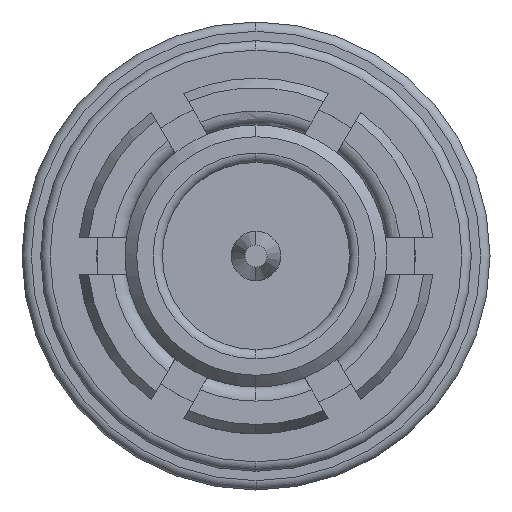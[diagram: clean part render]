
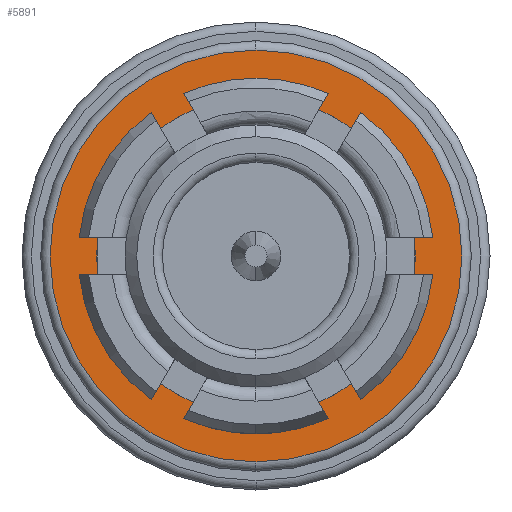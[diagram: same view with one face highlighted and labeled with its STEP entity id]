
A CAD part, left-side view. The second image highlights one B-rep face of the part: STEP entity #5891.
In plain terms, the highlighted planar face has unit normal (-1, 0, 0).
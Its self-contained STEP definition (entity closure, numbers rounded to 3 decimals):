
#7 = DIRECTION ( 'NONE',  ( 0., 0., 1. ) ) ;
#34 = DIRECTION ( 'NONE',  ( 0., 0., -1. ) ) ;
#126 = AXIS2_PLACEMENT_3D ( 'NONE', #3327, #3316, #3304 ) ;
#511 = AXIS2_PLACEMENT_3D ( 'NONE', #2331, #2384, #2404 ) ;
#537 = CIRCLE ( 'NONE', #126, 2.2 ) ;
#1083 = CARTESIAN_POINT ( 'NONE',  ( -0.9, 0., 1.7 ) ) ;
#1098 = ORIENTED_EDGE ( 'NONE', *, *, #3977, .T. ) ;
#1146 = CARTESIAN_POINT ( 'NONE',  ( -0.9, 0., -2.2 ) ) ;
#2297 = CARTESIAN_POINT ( 'NONE',  ( -0.9, 0., 0. ) ) ;
#2331 = CARTESIAN_POINT ( 'NONE',  ( -0.9, 0., 0. ) ) ;
#2384 = DIRECTION ( 'NONE',  ( -1., 0., 0. ) ) ;
#2404 = DIRECTION ( 'NONE',  ( 0., 0., 1. ) ) ;
#2819 = AXIS2_PLACEMENT_3D ( 'NONE', #6346, #3378, #34 ) ;
#2868 = VERTEX_POINT ( 'NONE', #5123 ) ;
#2888 = DIRECTION ( 'NONE',  ( 0., 0., -1. ) ) ;
#3216 = AXIS2_PLACEMENT_3D ( 'NONE', #2297, #5909, #2888 ) ;
#3304 = DIRECTION ( 'NONE',  ( 0., 0., -1. ) ) ;
#3316 = DIRECTION ( 'NONE',  ( -1., 0., 0. ) ) ;
#3327 = CARTESIAN_POINT ( 'NONE',  ( -0.9, 0., 0. ) ) ;
#3354 = DIRECTION ( 'NONE',  ( -1., 0., 0. ) ) ;
#3378 = DIRECTION ( 'NONE',  ( 1., 0., 0. ) ) ;
#3488 = CARTESIAN_POINT ( 'NONE',  ( -0.9, 0., 2.2 ) ) ;
#3497 = CIRCLE ( 'NONE', #6664, 1.7 ) ;
#3971 = FACE_BOUND ( 'NONE', #4264, .T. ) ;
#3977 = EDGE_CURVE ( 'NONE', #4164, #4400, #537, .T. ) ;
#4164 = VERTEX_POINT ( 'NONE', #1146 ) ;
#4251 = ORIENTED_EDGE ( 'NONE', *, *, #5884, .F. ) ;
#4264 = EDGE_LOOP ( 'NONE', ( #4251, #5279 ) ) ;
#4329 = EDGE_LOOP ( 'NONE', ( #1098, #5284 ) ) ;
#4400 = VERTEX_POINT ( 'NONE', #3488 ) ;
#4401 = PLANE ( 'NONE',  #2819 ) ;
#4557 = CIRCLE ( 'NONE', #511, 1.7 ) ;
#4723 = FACE_OUTER_BOUND ( 'NONE', #4329, .T. ) ;
#4897 = EDGE_CURVE ( 'NONE', #2868, #6760, #4557, .T. ) ;
#5123 = CARTESIAN_POINT ( 'NONE',  ( -0.9, 0., -1.7 ) ) ;
#5279 = ORIENTED_EDGE ( 'NONE', *, *, #4897, .F. ) ;
#5284 = ORIENTED_EDGE ( 'NONE', *, *, #6362, .T. ) ;
#5884 = EDGE_CURVE ( 'NONE', #6760, #2868, #3497, .T. ) ;
#5891 = ADVANCED_FACE ( 'NONE', ( #4723, #3971 ), #4401, .F. ) ;
#5909 = DIRECTION ( 'NONE',  ( -1., 0., 0. ) ) ;
#5972 = CIRCLE ( 'NONE', #3216, 2.2 ) ;
#6324 = CARTESIAN_POINT ( 'NONE',  ( -0.9, 0., 0. ) ) ;
#6346 = CARTESIAN_POINT ( 'NONE',  ( -0.9, 1.7, 0. ) ) ;
#6362 = EDGE_CURVE ( 'NONE', #4400, #4164, #5972, .T. ) ;
#6664 = AXIS2_PLACEMENT_3D ( 'NONE', #6324, #3354, #7 ) ;
#6760 = VERTEX_POINT ( 'NONE', #1083 ) ;
